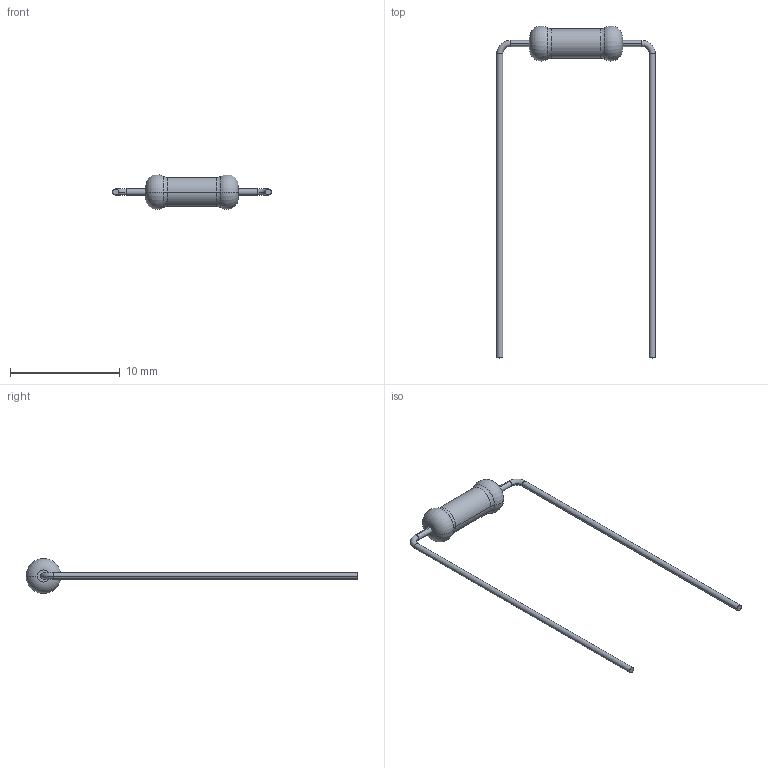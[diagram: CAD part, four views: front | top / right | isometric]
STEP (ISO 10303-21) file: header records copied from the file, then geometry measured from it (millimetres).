
FILE_DESCRIPTION (( 'STEP AP214' ), '1' );
FILE_NAME ('128.53.2310.5513.910.945.STEP', '2024-11-29T06:46:35', ( '' ), ( '' ), 'SwSTEP 2.0', 'SolidWorks 2017', '' );
FILE_SCHEMA (( 'AUTOMOTIVE_DESIGN' ));
Length unit declared in the file: millimetre
Products named in the file (1): 128.53.2310.5513.910.945
Bounding box: 14.46 x 30.3 x 3.17 mm (x, y, z)
Volume: 65.4 mm3; surface area: 191.2 mm2
Topology: 3 solids, 3 shells, 28 faces, 54 edges, 32 vertices
Faces by surface type: torus 12, cylinder 10, plane 6
Entity records: 778 total; most frequent: DIRECTION 156, CARTESIAN_POINT 115, ORIENTED_EDGE 108, AXIS2_PLACEMENT_3D 73, EDGE_CURVE 54, CIRCLE 44, VERTEX_POINT 32, FACE_OUTER_BOUND 28
